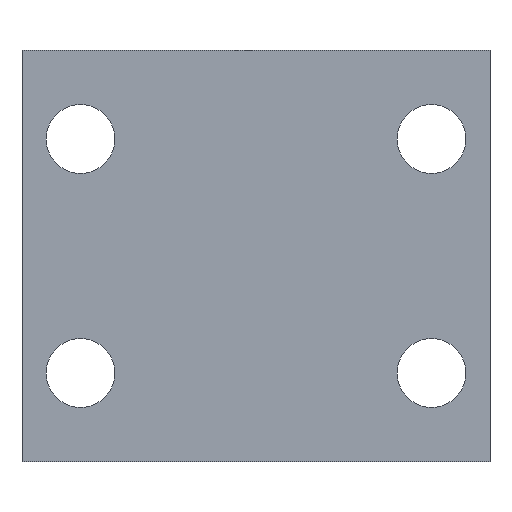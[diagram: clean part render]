
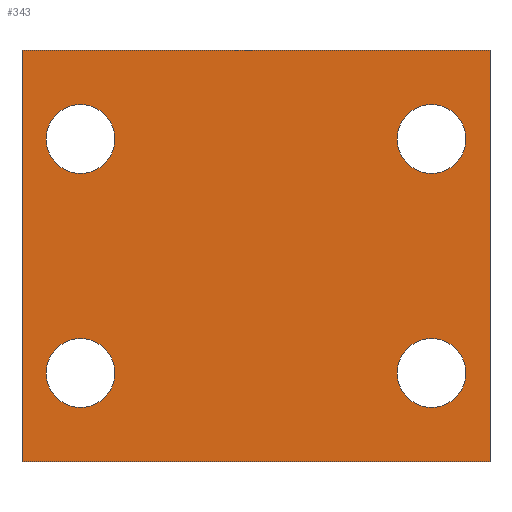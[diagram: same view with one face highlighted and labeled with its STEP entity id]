
A CAD part, front view. The second image highlights one B-rep face of the part: STEP entity #343.
In plain terms, the highlighted planar face has unit normal (0, -1, 0).
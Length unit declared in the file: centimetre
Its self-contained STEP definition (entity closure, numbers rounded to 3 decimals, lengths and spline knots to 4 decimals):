
#53=VECTOR('',#393,1.);
#60=VECTOR('',#432,1.);
#62=VECTOR('',#435,1.);
#64=VECTOR('',#438,1.);
#79=LINE('',#474,#53);
#86=LINE('',#514,#60);
#88=LINE('',#518,#62);
#90=LINE('',#522,#64);
#104=VERTEX_POINT('',#473);
#105=VERTEX_POINT('',#475);
#115=VERTEX_POINT('',#499);
#116=VERTEX_POINT('',#502);
#117=VERTEX_POINT('',#505);
#118=VERTEX_POINT('',#508);
#121=VERTEX_POINT('',#515);
#122=VERTEX_POINT('',#519);
#129=CIRCLE('',#358,0.1473);
#130=CIRCLE('',#360,0.1473);
#131=CIRCLE('',#362,0.1473);
#132=CIRCLE('',#364,0.1473);
#151=EDGE_CURVE('',#104,#105,#79,.T.);
#166=EDGE_CURVE('',#115,#115,#129,.T.);
#167=EDGE_CURVE('',#116,#116,#130,.T.);
#168=EDGE_CURVE('',#117,#117,#131,.T.);
#169=EDGE_CURVE('',#118,#118,#132,.T.);
#174=EDGE_CURVE('',#121,#105,#86,.T.);
#176=EDGE_CURVE('',#122,#121,#88,.T.);
#178=EDGE_CURVE('',#122,#104,#90,.T.);
#253=ORIENTED_EDGE('',*,*,#166,.T.);
#254=ORIENTED_EDGE('',*,*,#167,.T.);
#255=ORIENTED_EDGE('',*,*,#168,.T.);
#256=ORIENTED_EDGE('',*,*,#169,.T.);
#257=ORIENTED_EDGE('',*,*,#174,.T.);
#258=ORIENTED_EDGE('',*,*,#151,.F.);
#259=ORIENTED_EDGE('',*,*,#178,.F.);
#260=ORIENTED_EDGE('',*,*,#176,.T.);
#291=EDGE_LOOP('',(#253));
#292=EDGE_LOOP('',(#254));
#293=EDGE_LOOP('',(#255));
#294=EDGE_LOOP('',(#256));
#295=EDGE_LOOP('',(#257,#258,#259,#260));
#321=FACE_BOUND('',#291,.T.);
#322=FACE_BOUND('',#292,.T.);
#323=FACE_BOUND('',#293,.T.);
#324=FACE_BOUND('',#294,.T.);
#325=FACE_BOUND('',#295,.T.);
#343=ADVANCED_FACE('',(#321,#322,#323,#324,#325),#531,.T.);
#358=AXIS2_PLACEMENT_3D('',#498,#413,#414);
#360=AXIS2_PLACEMENT_3D('',#501,#417,#418);
#362=AXIS2_PLACEMENT_3D('',#504,#421,#422);
#364=AXIS2_PLACEMENT_3D('',#507,#425,#426);
#369=AXIS2_PLACEMENT_3D('',#521,#437,$);
#393=DIRECTION('',(0.,0.,1.));
#413=DIRECTION('',(0.,1.,0.));
#414=DIRECTION('',(0.147,0.,0.));
#417=DIRECTION('',(0.,1.,0.));
#418=DIRECTION('',(0.147,0.,0.));
#421=DIRECTION('',(0.,1.,0.));
#422=DIRECTION('',(0.147,0.,0.));
#425=DIRECTION('',(0.,1.,0.));
#426=DIRECTION('',(0.147,0.,0.));
#432=DIRECTION('',(-1.,0.,0.));
#435=DIRECTION('',(0.,0.,1.));
#437=DIRECTION('',(0.,-1.,0.));
#438=DIRECTION('',(-1.,0.,0.));
#473=CARTESIAN_POINT('',(-1.,-1.,-0.88));
#474=CARTESIAN_POINT('',(-1.,-1.,-0.88));
#475=CARTESIAN_POINT('',(-1.,-1.,0.88));
#498=CARTESIAN_POINT('',(0.75,-1.,-0.5));
#499=CARTESIAN_POINT('',(0.6027,-1.,-0.5));
#501=CARTESIAN_POINT('',(0.75,-1.,0.5));
#502=CARTESIAN_POINT('',(0.6027,-1.,0.5));
#504=CARTESIAN_POINT('',(-0.75,-1.,-0.5));
#505=CARTESIAN_POINT('',(-0.8973,-1.,-0.5));
#507=CARTESIAN_POINT('',(-0.75,-1.,0.5));
#508=CARTESIAN_POINT('',(-0.8973,-1.,0.5));
#514=CARTESIAN_POINT('',(1.,-1.,0.88));
#515=CARTESIAN_POINT('',(1.,-1.,0.88));
#518=CARTESIAN_POINT('',(1.,-1.,-0.88));
#519=CARTESIAN_POINT('',(1.,-1.,-0.88));
#521=CARTESIAN_POINT('',(0.,-1.,-0.88));
#522=CARTESIAN_POINT('',(1.,-1.,-0.88));
#531=PLANE('',#369);
